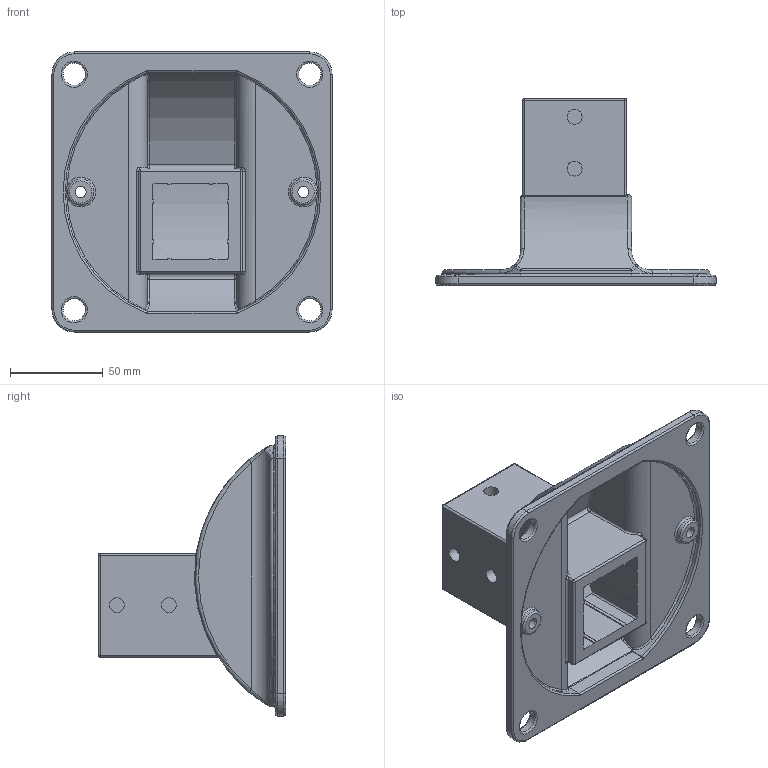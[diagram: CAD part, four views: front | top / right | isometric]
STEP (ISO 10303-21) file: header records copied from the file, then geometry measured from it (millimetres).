
FILE_DESCRIPTION((''),'2;1');
FILE_NAME('AR3837.stp','2021-01-22T14:28:23',('arma03'),(''),'Autodesk Inventor 2013','Autodesk Inventor 2013','');
FILE_SCHEMA(('AUTOMOTIVE_DESIGN { 1 0 10303 214 1 1 1 1 }'));
Length unit declared in the file: millimetre
Products named in the file (1): AR3837
Bounding box: 151 x 101 x 151 mm (x, y, z)
Volume: 302660.2 mm3; surface area: 97117.7 mm2
Topology: 1 solids, 1 shells, 310 faces, 752 edges, 456 vertices
Faces by surface type: plane 112, cylinder 86, torus 47, bspline 44, sphere 21
Full cylindrical faces by diameter (mm): 6 x2, 8 x8, 12 x4, 14 x2
Entity records: 10100 total; most frequent: CARTESIAN_POINT 3095, DIRECTION 1449, ORIENTED_EDGE 1424, EDGE_CURVE 712, AXIS2_PLACEMENT_3D 565, VERTEX_POINT 444, EDGE_LOOP 362, VECTOR 319
